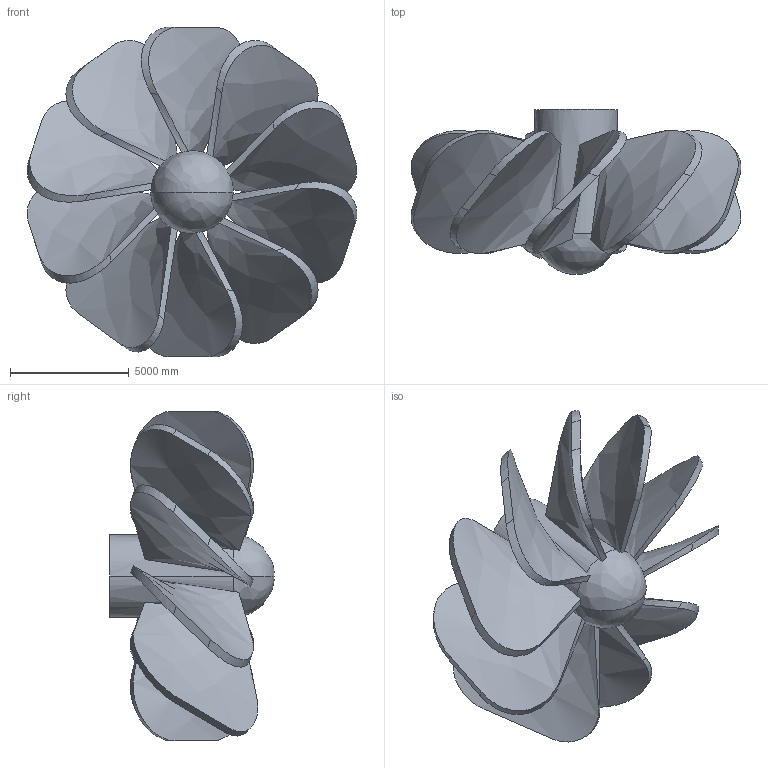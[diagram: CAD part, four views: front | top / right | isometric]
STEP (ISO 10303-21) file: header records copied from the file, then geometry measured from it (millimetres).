
FILE_DESCRIPTION(('FreeCAD Model'),'2;1');
FILE_NAME('Open CASCADE Shape Model','2025-04-25T14:42:42',('FreeCAD'),( 'FreeCAD'),'Open CASCADE STEP processor 7.6','FreeCAD','Unknown');
FILE_SCHEMA(('AUTOMOTIVE_DESIGN { 1 0 10303 214 1 1 1 1 }'));
Length unit declared in the file: millimetre
Products named in the file (1): Open CASCADE STEP translator 7.6 1
Bounding box: 13881.02 x 6940.81 x 13881.63 mm (x, y, z)
Volume: 143704984356.9 mm3; surface area: 689186110 mm2
Topology: 1 solids, 1 shells, 75 faces, 220 edges, 145 vertices
Faces by surface type: bspline 75
Entity records: 10248 total; most frequent: CARTESIAN_POINT 8954, ORIENTED_EDGE 436, EDGE_CURVE 218, B_SPLINE_CURVE_WITH_KNOTS 202, VERTEX_POINT 145, ADVANCED_FACE 75, FACE_BOUND 75, EDGE_LOOP 75
